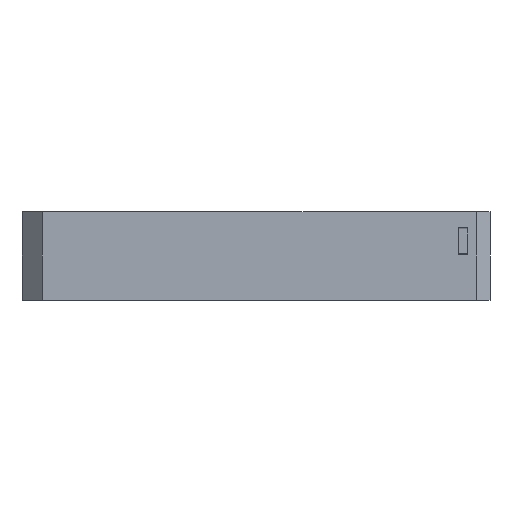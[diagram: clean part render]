
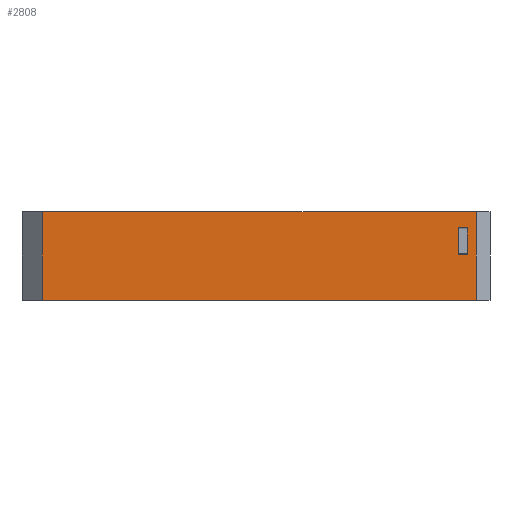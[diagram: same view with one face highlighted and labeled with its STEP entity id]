
A CAD part, left-side view. The second image highlights one B-rep face of the part: STEP entity #2808.
In plain terms, the highlighted planar face has unit normal (-1, 0, 0).
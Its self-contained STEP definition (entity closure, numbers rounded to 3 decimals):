
#7 = CARTESIAN_POINT ( 'NONE',  ( -22., -21., 10. ) ) ;
#48 = CARTESIAN_POINT ( 'NONE',  ( -22., -16., 0.55 ) ) ;
#79 = ORIENTED_EDGE ( 'NONE', *, *, #2229, .T. ) ;
#192 = EDGE_CURVE ( 'NONE', #282, #3683, #971, .T. ) ;
#233 = PLANE ( 'NONE',  #4306 ) ;
#257 = CARTESIAN_POINT ( 'NONE',  ( -22., 0., 0. ) ) ;
#282 = VERTEX_POINT ( 'NONE', #48 ) ;
#315 = VECTOR ( 'NONE', #3631, 1000. ) ;
#319 = DIRECTION ( 'NONE',  ( 0., 1., 0. ) ) ;
#326 = CARTESIAN_POINT ( 'NONE',  ( -22., 77.5, -9.5 ) ) ;
#390 = VECTOR ( 'NONE', #813, 1000. ) ;
#404 = ORIENTED_EDGE ( 'NONE', *, *, #3419, .T. ) ;
#813 = DIRECTION ( 'NONE',  ( 0., 0., -1. ) ) ;
#841 = CARTESIAN_POINT ( 'NONE',  ( -22., -21., -9.5 ) ) ;
#861 = LINE ( 'NONE', #841, #1362 ) ;
#893 = LINE ( 'NONE', #2179, #1153 ) ;
#971 = LINE ( 'NONE', #2599, #1028 ) ;
#1028 = VECTOR ( 'NONE', #2849, 1000. ) ;
#1153 = VECTOR ( 'NONE', #2858, 1000. ) ;
#1177 = EDGE_LOOP ( 'NONE', ( #2938, #3549, #3457, #79 ) ) ;
#1182 = CARTESIAN_POINT ( 'NONE',  ( -22., 77.5, 10. ) ) ;
#1242 = VERTEX_POINT ( 'NONE', #1846 ) ;
#1362 = VECTOR ( 'NONE', #2941, 1000. ) ;
#1394 = LINE ( 'NONE', #2712, #1985 ) ;
#1696 = EDGE_CURVE ( 'NONE', #3683, #4018, #3586, .T. ) ;
#1715 = CARTESIAN_POINT ( 'NONE',  ( -22., -18., 10. ) ) ;
#1782 = DIRECTION ( 'NONE',  ( 0., 0., 1. ) ) ;
#1837 = CARTESIAN_POINT ( 'NONE',  ( -22., 77.5, 0. ) ) ;
#1846 = CARTESIAN_POINT ( 'NONE',  ( -22., -18., -9.5 ) ) ;
#1985 = VECTOR ( 'NONE', #1782, 1000. ) ;
#2046 = VECTOR ( 'NONE', #2090, 1000. ) ;
#2090 = DIRECTION ( 'NONE',  ( 0., 1., 0. ) ) ;
#2104 = ORIENTED_EDGE ( 'NONE', *, *, #2723, .T. ) ;
#2179 = CARTESIAN_POINT ( 'NONE',  ( -22., -18., 10. ) ) ;
#2229 = EDGE_CURVE ( 'NONE', #4018, #3148, #4319, .T. ) ;
#2249 = DIRECTION ( 'NONE',  ( 1., 0., 0. ) ) ;
#2327 = DIRECTION ( 'NONE',  ( 0., -1., 0. ) ) ;
#2371 = EDGE_CURVE ( 'NONE', #1242, #3723, #893, .T. ) ;
#2440 = CARTESIAN_POINT ( 'NONE',  ( -22., -16., 6.45 ) ) ;
#2511 = ORIENTED_EDGE ( 'NONE', *, *, #2371, .T. ) ;
#2599 = CARTESIAN_POINT ( 'NONE',  ( -22., 0., 0.55 ) ) ;
#2712 = CARTESIAN_POINT ( 'NONE',  ( -22., -16., 1.75 ) ) ;
#2723 = EDGE_CURVE ( 'NONE', #3865, #4126, #3818, .T. ) ;
#2808 = ADVANCED_FACE ( 'NONE', ( #2935, #3238 ), #233, .F. ) ;
#2842 = ORIENTED_EDGE ( 'NONE', *, *, #3961, .T. ) ;
#2849 = DIRECTION ( 'NONE',  ( 0., 1., 0. ) ) ;
#2858 = DIRECTION ( 'NONE',  ( 0., 0., 1. ) ) ;
#2934 = CARTESIAN_POINT ( 'NONE',  ( -22., -14., 1.75 ) ) ;
#2935 = FACE_BOUND ( 'NONE', #1177, .T. ) ;
#2938 = ORIENTED_EDGE ( 'NONE', *, *, #3752, .F. ) ;
#2941 = DIRECTION ( 'NONE',  ( 0., -1., 0. ) ) ;
#2993 = LINE ( 'NONE', #7, #2046 ) ;
#3148 = VERTEX_POINT ( 'NONE', #2440 ) ;
#3238 = FACE_OUTER_BOUND ( 'NONE', #3270, .T. ) ;
#3270 = EDGE_LOOP ( 'NONE', ( #404, #2104, #2842, #2511 ) ) ;
#3355 = CARTESIAN_POINT ( 'NONE',  ( -22., -14., 6.45 ) ) ;
#3376 = VECTOR ( 'NONE', #2327, 1000. ) ;
#3419 = EDGE_CURVE ( 'NONE', #3723, #3865, #2993, .T. ) ;
#3457 = ORIENTED_EDGE ( 'NONE', *, *, #1696, .T. ) ;
#3549 = ORIENTED_EDGE ( 'NONE', *, *, #192, .T. ) ;
#3586 = LINE ( 'NONE', #2934, #315 ) ;
#3631 = DIRECTION ( 'NONE',  ( 0., 0., 1. ) ) ;
#3683 = VERTEX_POINT ( 'NONE', #4002 ) ;
#3723 = VERTEX_POINT ( 'NONE', #1715 ) ;
#3752 = EDGE_CURVE ( 'NONE', #282, #3148, #1394, .T. ) ;
#3818 = LINE ( 'NONE', #1837, #390 ) ;
#3865 = VERTEX_POINT ( 'NONE', #1182 ) ;
#3961 = EDGE_CURVE ( 'NONE', #4126, #1242, #861, .T. ) ;
#4002 = CARTESIAN_POINT ( 'NONE',  ( -22., -14., 0.55 ) ) ;
#4005 = CARTESIAN_POINT ( 'NONE',  ( -22., -16., 6.45 ) ) ;
#4018 = VERTEX_POINT ( 'NONE', #3355 ) ;
#4126 = VERTEX_POINT ( 'NONE', #326 ) ;
#4306 = AXIS2_PLACEMENT_3D ( 'NONE', #257, #2249, #319 ) ;
#4319 = LINE ( 'NONE', #4005, #3376 ) ;
